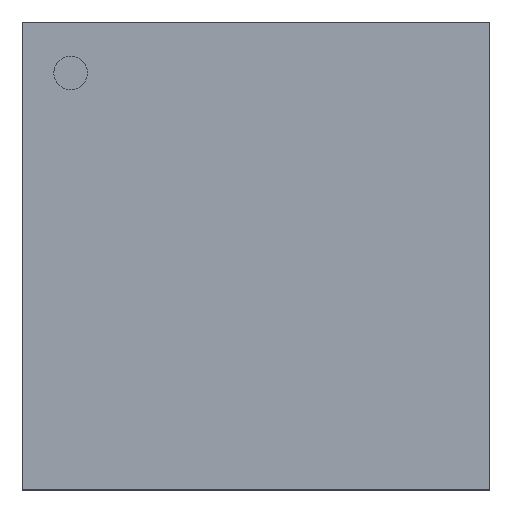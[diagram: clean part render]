
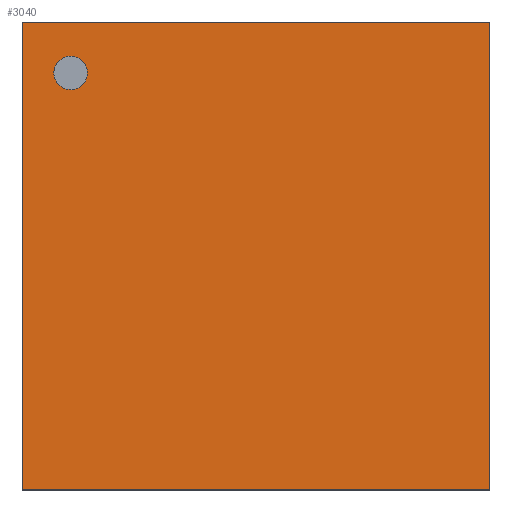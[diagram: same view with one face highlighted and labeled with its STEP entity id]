
A CAD part, top view. The second image highlights one B-rep face of the part: STEP entity #3040.
In plain terms, the highlighted planar face has unit normal (0, 0, 1).
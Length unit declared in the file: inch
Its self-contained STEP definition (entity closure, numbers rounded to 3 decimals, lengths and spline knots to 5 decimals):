
#31=FACE_BOUND('',#554,.T.);
#160=CIRCLE('',#3334,0.00566);
#378=FACE_OUTER_BOUND('',#553,.T.);
#553=EDGE_LOOP('',(#2617,#2618,#2619,#2620));
#554=EDGE_LOOP('',(#2621));
#828=LINE('',#5026,#1112);
#830=LINE('',#5030,#1114);
#832=LINE('',#5034,#1116);
#834=LINE('',#5037,#1118);
#1112=VECTOR('',#4174,0.3937);
#1114=VECTOR('',#4178,0.3937);
#1116=VECTOR('',#4182,0.3937);
#1118=VECTOR('',#4186,0.3937);
#1385=VERTEX_POINT('',#4997);
#1396=VERTEX_POINT('',#5023);
#1397=VERTEX_POINT('',#5025);
#1398=VERTEX_POINT('',#5029);
#1399=VERTEX_POINT('',#5033);
#1789=EDGE_CURVE('',#1385,#1385,#160,.T.);
#1802=EDGE_CURVE('',#1397,#1396,#828,.T.);
#1804=EDGE_CURVE('',#1398,#1397,#830,.T.);
#1806=EDGE_CURVE('',#1399,#1398,#832,.T.);
#1808=EDGE_CURVE('',#1396,#1399,#834,.T.);
#2617=ORIENTED_EDGE('',*,*,#1808,.T.);
#2618=ORIENTED_EDGE('',*,*,#1806,.T.);
#2619=ORIENTED_EDGE('',*,*,#1804,.T.);
#2620=ORIENTED_EDGE('',*,*,#1802,.T.);
#2621=ORIENTED_EDGE('',*,*,#1789,.T.);
#2733=PLANE('',#3342);
#3040=ADVANCED_FACE('',(#378,#31),#2733,.T.);
#3334=AXIS2_PLACEMENT_3D('',#4998,#4153,#4154);
#3342=AXIS2_PLACEMENT_3D('',#5038,#4187,#4188);
#4153=DIRECTION('center_axis',(0.,0.,-1.));
#4154=DIRECTION('ref_axis',(-1.,0.,0.));
#4174=DIRECTION('',(-1.,0.,0.));
#4178=DIRECTION('',(0.,1.,0.));
#4182=DIRECTION('',(1.,0.,0.));
#4186=DIRECTION('',(0.,-1.,0.));
#4187=DIRECTION('center_axis',(0.,0.,1.));
#4188=DIRECTION('ref_axis',(1.,0.,0.));
#4997=CARTESIAN_POINT('',(-0.05695,0.06181,0.041));
#4998=CARTESIAN_POINT('Origin',(-0.06261,0.06181,
0.041));
#5023=CARTESIAN_POINT('',(-0.079,0.079,0.041));
#5025=CARTESIAN_POINT('',(0.079,0.079,0.041));
#5026=CARTESIAN_POINT('',(0.079,0.079,0.041));
#5029=CARTESIAN_POINT('',(0.079,-0.079,0.041));
#5030=CARTESIAN_POINT('',(0.079,-0.079,0.041));
#5033=CARTESIAN_POINT('',(-0.079,-0.079,0.041));
#5034=CARTESIAN_POINT('',(-0.079,-0.079,0.041));
#5037=CARTESIAN_POINT('',(-0.079,0.079,0.041));
#5038=CARTESIAN_POINT('Origin',(0.,0.,0.041));
